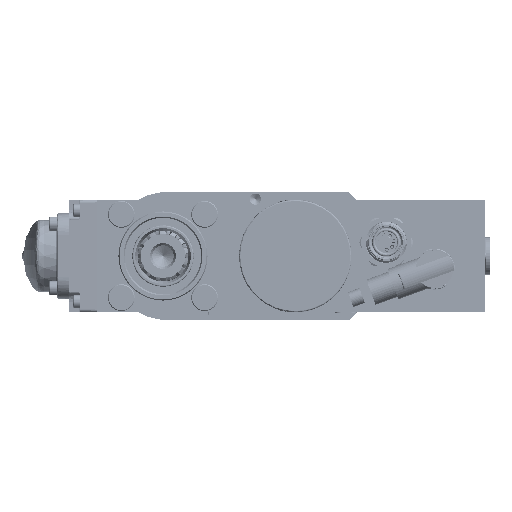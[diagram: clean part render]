
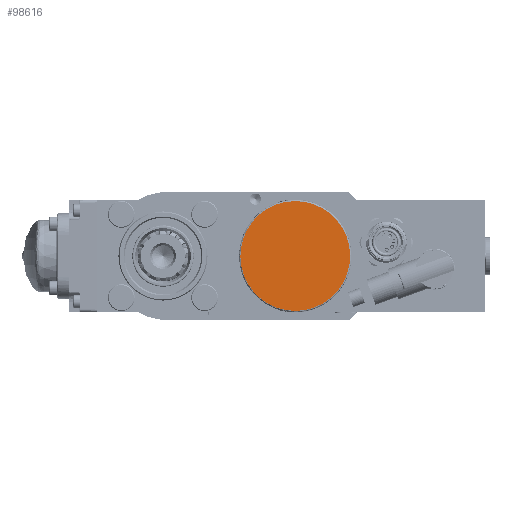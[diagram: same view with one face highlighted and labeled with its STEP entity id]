
A CAD part, left-side view. The second image highlights one B-rep face of the part: STEP entity #98616.
In plain terms, the highlighted planar face has unit normal (-1, 0, 0).
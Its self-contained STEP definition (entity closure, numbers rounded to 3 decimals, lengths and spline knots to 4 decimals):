
#7251=CIRCLE('',#106277,2.05);
#7252=CIRCLE('',#106278,2.05);
#11234=FACE_OUTER_BOUND('',#16790,.T.);
#16790=EDGE_LOOP('',(#72650,#72651));
#40327=VERTEX_POINT('',#161324);
#40328=VERTEX_POINT('',#161325);
#52061=EDGE_CURVE('',#40327,#40328,#7251,.T.);
#52062=EDGE_CURVE('',#40328,#40327,#7252,.T.);
#72650=ORIENTED_EDGE('',*,*,#52061,.F.);
#72651=ORIENTED_EDGE('',*,*,#52062,.F.);
#91397=PLANE('',#106276);
#98616=ADVANCED_FACE('',(#11234),#91397,.T.);
#106276=AXIS2_PLACEMENT_3D('',#161323,#123295,#123296);
#106277=AXIS2_PLACEMENT_3D('',#161326,#123297,#123298);
#106278=AXIS2_PLACEMENT_3D('',#161327,#123299,#123300);
#123295=DIRECTION('center_axis',(-1.,0.,0.));
#123296=DIRECTION('ref_axis',(0.,0.,
1.));
#123297=DIRECTION('center_axis',(1.,0.,0.));
#123298=DIRECTION('ref_axis',(0.,0.,
1.));
#123299=DIRECTION('center_axis',(1.,0.,0.));
#123300=DIRECTION('ref_axis',(0.,0.,
1.));
#161323=CARTESIAN_POINT('Origin',(3.825,-4.94,0.));
#161324=CARTESIAN_POINT('',(3.825,-4.9091,2.0498));
#161325=CARTESIAN_POINT('',(3.825,-4.9709,-2.0498));
#161326=CARTESIAN_POINT('Origin',(3.825,-4.94,0.));
#161327=CARTESIAN_POINT('Origin',(3.825,-4.94,0.));
